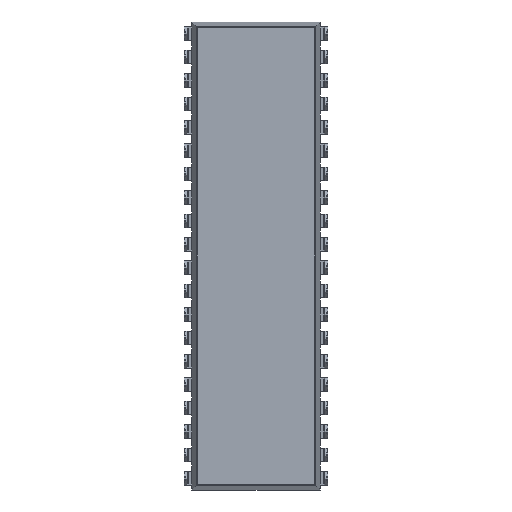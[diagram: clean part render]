
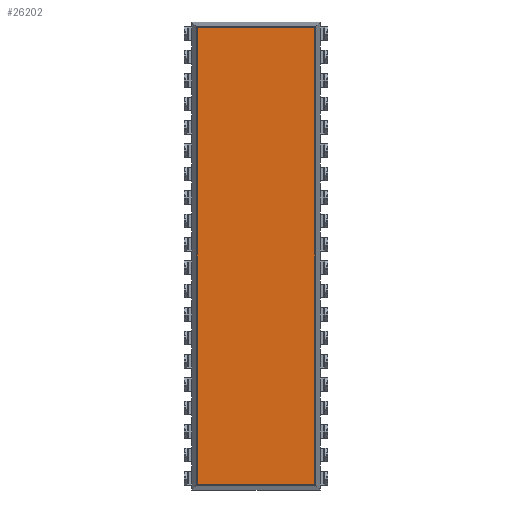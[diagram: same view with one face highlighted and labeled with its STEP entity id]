
A CAD part, front view. The second image highlights one B-rep face of the part: STEP entity #26202.
In plain terms, the highlighted planar face has unit normal (0, -1, 0).
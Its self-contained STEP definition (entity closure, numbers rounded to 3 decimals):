
#12248 = CARTESIAN_POINT ( 'NONE',  ( -6.368, 0.15, -24.783 ) ) ;
#12249 = CARTESIAN_POINT ( 'NONE',  ( -6.368, 0.15, 24.783 ) ) ;
#12250 = DIRECTION ( 'NONE',  ( 0., 0., -1. ) ) ;
#12251 = VECTOR ( 'NONE', #12250, 1000. ) ;
#12252 = CARTESIAN_POINT ( 'NONE',  ( -6.368, 0.15, -25.4 ) ) ;
#12253 = LINE ( 'NONE', #12252, #12251 ) ;
#12261 = CARTESIAN_POINT ( 'NONE',  ( 6.368, 0.15, -24.783 ) ) ;
#12262 = DIRECTION ( 'NONE',  ( 1., 0., 0. ) ) ;
#12263 = VECTOR ( 'NONE', #12262, 1000. ) ;
#12264 = CARTESIAN_POINT ( 'NONE',  ( -6.985, 0.15, -24.783 ) ) ;
#12265 = LINE ( 'NONE', #12264, #12263 ) ;
#12335 = CARTESIAN_POINT ( 'NONE',  ( 6.368, 0.15, 24.783 ) ) ;
#12336 = DIRECTION ( 'NONE',  ( 0., 0., 1. ) ) ;
#12337 = VECTOR ( 'NONE', #12336, 1000. ) ;
#12338 = CARTESIAN_POINT ( 'NONE',  ( 6.368, 0.15, -25.4 ) ) ;
#12339 = LINE ( 'NONE', #12338, #12337 ) ;
#12341 = FACE_OUTER_BOUND ( 'NONE', #26173, .T. ) ;
#12359 = DIRECTION ( 'NONE',  ( -1., 0., 0. ) ) ;
#12360 = VECTOR ( 'NONE', #12359, 1000. ) ;
#12361 = CARTESIAN_POINT ( 'NONE',  ( -6.985, 0.15, 24.783 ) ) ;
#12362 = LINE ( 'NONE', #12361, #12360 ) ;
#12387 = DIRECTION ( 'NONE',  ( 0., 0., -1. ) ) ;
#12388 = DIRECTION ( 'NONE',  ( 0., -1., 0. ) ) ;
#12389 = CARTESIAN_POINT ( 'NONE',  ( -6.985, 0.15, -25.4 ) ) ;
#12390 = AXIS2_PLACEMENT_3D ( 'NONE', #12389, #12388, #12387 ) ;
#12393 = PLANE ( 'NONE',  #12390 ) ;
#26134 = ORIENTED_EDGE ( 'NONE', *, *, #26135, .T. ) ;
#26135 = EDGE_CURVE ( 'NONE', #26136, #26137, #12253, .T. ) ;
#26136 = VERTEX_POINT ( 'NONE', #12249 ) ;
#26137 = VERTEX_POINT ( 'NONE', #12248 ) ;
#26149 = ORIENTED_EDGE ( 'NONE', *, *, #26150, .T. ) ;
#26150 = EDGE_CURVE ( 'NONE', #26137, #26151, #12265, .T. ) ;
#26151 = VERTEX_POINT ( 'NONE', #12261 ) ;
#26173 = EDGE_LOOP ( 'NONE', ( #26134, #26149, #26179, #26192 ) ) ;
#26179 = ORIENTED_EDGE ( 'NONE', *, *, #26180, .T. ) ;
#26180 = EDGE_CURVE ( 'NONE', #26151, #26181, #12339, .T. ) ;
#26181 = VERTEX_POINT ( 'NONE', #12335 ) ;
#26192 = ORIENTED_EDGE ( 'NONE', *, *, #26193, .T. ) ;
#26193 = EDGE_CURVE ( 'NONE', #26181, #26136, #12362, .T. ) ;
#26202 = ADVANCED_FACE ( 'NONE', ( #12341 ), #12393, .T. ) ;
